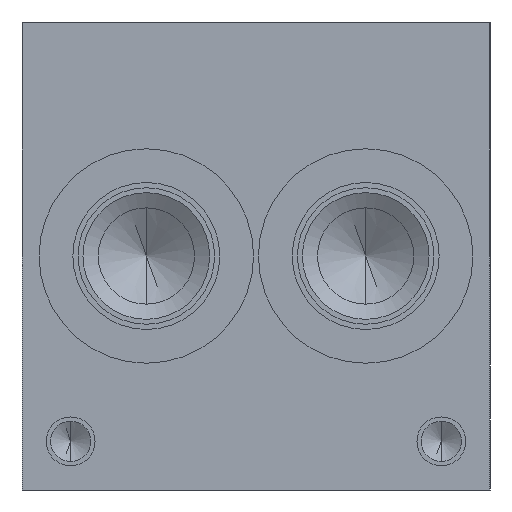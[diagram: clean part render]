
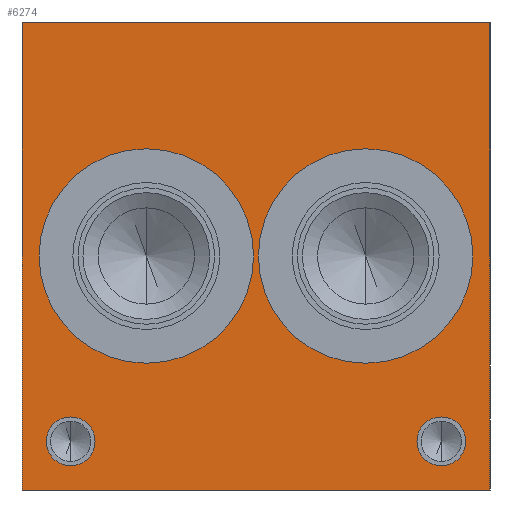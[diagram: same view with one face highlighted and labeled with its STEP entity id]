
A CAD part, left-side view. The second image highlights one B-rep face of the part: STEP entity #6274.
In plain terms, the highlighted planar face has unit normal (-1, 0, 0).
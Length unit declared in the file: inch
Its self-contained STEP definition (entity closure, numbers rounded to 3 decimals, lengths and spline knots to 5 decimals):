
#3275=CARTESIAN_POINT('',(0.0,0.0,3.0));
#3276=VERTEX_POINT('',#3275);
#3277=CARTESIAN_POINT('',(0.0,3.0,3.0));
#3278=VERTEX_POINT('',#3277);
#3279=CARTESIAN_POINT('',(0.0,0.0,3.0));
#3280=DIRECTION('',(0.0,1.0,0.0));
#3281=VECTOR('',#3280,3.0);
#3282=LINE('',#3279,#3281);
#3283=EDGE_CURVE('',#3276,#3278,#3282,.T.);
#5503=CARTESIAN_POINT('',(0.0,0.0,0.0));
#5504=VERTEX_POINT('',#5503);
#5505=CARTESIAN_POINT('',(0.0,0.0,0.0));
#5506=DIRECTION('',(0.0,0.0,1.0));
#5507=VECTOR('',#5506,3.0);
#5508=LINE('',#5505,#5507);
#5509=EDGE_CURVE('',#5504,#3276,#5508,.T.);
#5560=CARTESIAN_POINT('',(0.0,0.312,0.4685));
#5561=VERTEX_POINT('',#5560);
#5562=CARTESIAN_POINT('',(0.0,0.312,0.312));
#5563=DIRECTION('',(1.0,0.0,0.0));
#5564=DIRECTION('',(0.0,-1.0,0.0));
#5565=AXIS2_PLACEMENT_3D('',#5562,#5563,#5564);
#5566=CIRCLE('',#5565,0.1565);
#5567=EDGE_CURVE('',#5561,#5561,#5566,.T.);
#5671=CARTESIAN_POINT('',(0.0,2.688,0.4685));
#5672=VERTEX_POINT('',#5671);
#5673=CARTESIAN_POINT('',(0.0,2.688,0.312));
#5674=DIRECTION('',(1.0,0.0,0.0));
#5675=DIRECTION('',(0.0,-1.0,0.0));
#5676=AXIS2_PLACEMENT_3D('',#5673,#5674,#5675);
#5677=CIRCLE('',#5676,0.1565);
#5678=EDGE_CURVE('',#5672,#5672,#5677,.T.);
#5782=CARTESIAN_POINT('',(0.0,0.797,2.1875));
#5783=VERTEX_POINT('',#5782);
#5784=CARTESIAN_POINT('',(0.0,0.797,1.5));
#5785=DIRECTION('',(1.0,0.0,0.0));
#5786=DIRECTION('',(0.0,-1.0,0.0));
#5787=AXIS2_PLACEMENT_3D('',#5784,#5785,#5786);
#5788=CIRCLE('',#5787,0.6875);
#5789=EDGE_CURVE('',#5783,#5783,#5788,.T.);
#6013=CARTESIAN_POINT('',(0.0,2.203,2.1875));
#6014=VERTEX_POINT('',#6013);
#6015=CARTESIAN_POINT('',(0.0,2.203,1.5));
#6016=DIRECTION('',(1.0,0.0,0.0));
#6017=DIRECTION('',(0.0,-1.0,0.0));
#6018=AXIS2_PLACEMENT_3D('',#6015,#6016,#6017);
#6019=CIRCLE('',#6018,0.6875);
#6020=EDGE_CURVE('',#6014,#6014,#6019,.T.);
#6239=CARTESIAN_POINT('',(0.0,0.0,3.0));
#6240=DIRECTION('',(1.0,0.0,0.0));
#6241=DIRECTION('',(0.0,0.0,-1.0));
#6242=AXIS2_PLACEMENT_3D('',#6239,#6240,#6241);
#6243=PLANE('',#6242);
#6244=ORIENTED_EDGE('',*,*,#3283,.T.);
#6245=CARTESIAN_POINT('',(0.0,3.0,0.0));
#6246=VERTEX_POINT('',#6245);
#6247=CARTESIAN_POINT('',(0.0,3.0,0.0));
#6248=DIRECTION('',(0.0,0.0,1.0));
#6249=VECTOR('',#6248,3.0);
#6250=LINE('',#6247,#6249);
#6251=EDGE_CURVE('',#6246,#3278,#6250,.T.);
#6252=ORIENTED_EDGE('',*,*,#6251,.F.);
#6253=CARTESIAN_POINT('',(0.0,3.0,0.0));
#6254=DIRECTION('',(0.0,-1.0,0.0));
#6255=VECTOR('',#6254,3.0);
#6256=LINE('',#6253,#6255);
#6257=EDGE_CURVE('',#6246,#5504,#6256,.T.);
#6258=ORIENTED_EDGE('',*,*,#6257,.T.);
#6259=ORIENTED_EDGE('',*,*,#5509,.T.);
#6260=EDGE_LOOP('',(#6244,#6252,#6258,#6259));
#6261=FACE_OUTER_BOUND('',#6260,.T.);
#6262=ORIENTED_EDGE('',*,*,#5567,.T.);
#6263=EDGE_LOOP('',(#6262));
#6264=FACE_BOUND('',#6263,.T.);
#6265=ORIENTED_EDGE('',*,*,#5678,.T.);
#6266=EDGE_LOOP('',(#6265));
#6267=FACE_BOUND('',#6266,.T.);
#6268=ORIENTED_EDGE('',*,*,#5789,.T.);
#6269=EDGE_LOOP('',(#6268));
#6270=FACE_BOUND('',#6269,.T.);
#6271=ORIENTED_EDGE('',*,*,#6020,.T.);
#6272=EDGE_LOOP('',(#6271));
#6273=FACE_BOUND('',#6272,.T.);
#6274=ADVANCED_FACE('',(#6261,#6264,#6267,#6270,#6273),#6243,.F.);
